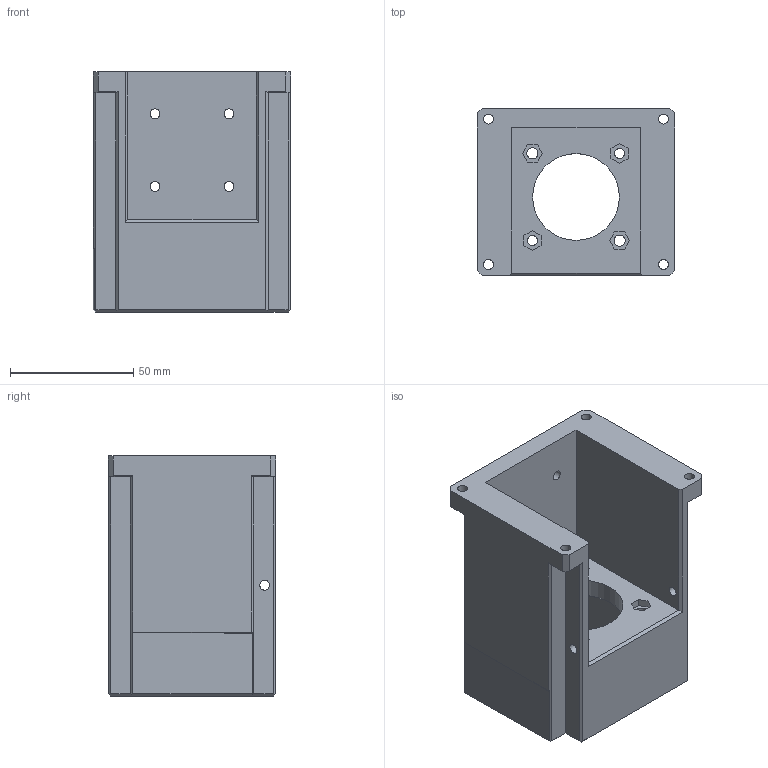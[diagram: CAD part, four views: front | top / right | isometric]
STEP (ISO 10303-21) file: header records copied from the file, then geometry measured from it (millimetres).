
FILE_DESCRIPTION(/* description */ (''),/* implementation_level */ '2;1');
FILE_NAME(/* name */ '',/* time_stamp */ '2023-09-23T11:27:41+08:00',/* author */ (''),/* organization */ (''),/* preprocessor_version */ 'ST-DEVELOPER v20',/* originating_system */ 'Autodesk Translation Framework v12.9.0.99',/* authorisation */ '');
FILE_SCHEMA (('AUTOMOTIVE_DESIGN { 1 0 10303 214 3 1 1 }'));
Length unit declared in the file: millimetre
Products named in the file (1): 底座3(胚子)
Bounding box: 80 x 68 x 97.5 mm (x, y, z)
Volume: 246281 mm3; surface area: 51450.6 mm2
Topology: 1 solids, 1 shells, 142 faces, 380 edges, 249 vertices
Faces by surface type: plane 126, cylinder 15, cone 1
Full cylindrical faces by diameter (mm): 4 x12, 4.5 x2, 35.2 x1
Entity records: 4451 total; most frequent: CARTESIAN_POINT 772, ORIENTED_EDGE 760, DIRECTION 697, EDGE_CURVE 380, LINE 349, VECTOR 349, VERTEX_POINT 249, EDGE_LOOP 181
